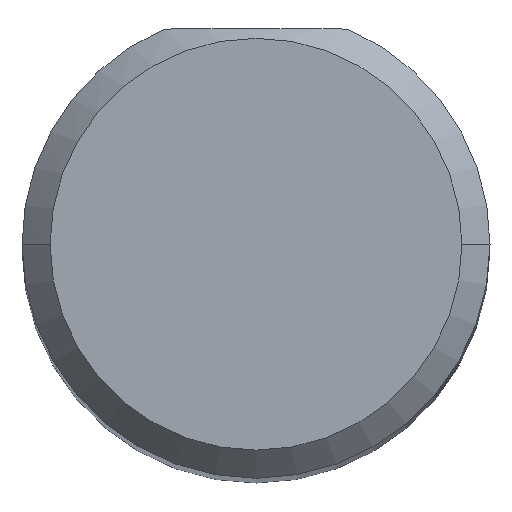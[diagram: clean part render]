
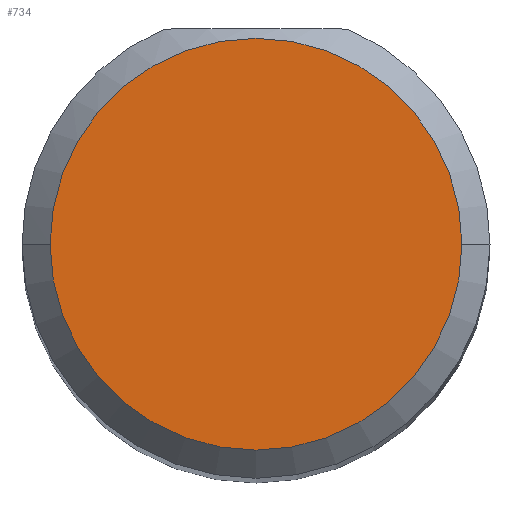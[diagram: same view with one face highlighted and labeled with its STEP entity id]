
A CAD part, top view. The second image highlights one B-rep face of the part: STEP entity #734.
In plain terms, the highlighted planar face has unit normal (0, 0, 1).
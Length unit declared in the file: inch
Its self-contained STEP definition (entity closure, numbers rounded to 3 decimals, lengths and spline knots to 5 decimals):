
#22 = DIRECTION ( 'NONE',  ( 0., 0., 1. ) ) ;
#33 = DIRECTION ( 'NONE',  ( 1., 0., 0. ) ) ;
#93 = CARTESIAN_POINT ( 'NONE',  ( 0., 0., 2.5 ) ) ;
#104 = FACE_OUTER_BOUND ( 'NONE', #842, .T. ) ;
#256 = DIRECTION ( 'NONE',  ( 1., 0., 0. ) ) ;
#269 = CARTESIAN_POINT ( 'NONE',  ( 0.11, 0., 2.5 ) ) ;
#275 = DIRECTION ( 'NONE',  ( 1., 0., 0. ) ) ;
#303 = VERTEX_POINT ( 'NONE', #743 ) ;
#426 = ORIENTED_EDGE ( 'NONE', *, *, #458, .T. ) ;
#458 = EDGE_CURVE ( 'NONE', #303, #577, #695, .T. ) ;
#459 = DIRECTION ( 'NONE',  ( 0., 0., 1. ) ) ;
#508 = CIRCLE ( 'NONE', #655, 0.11 ) ;
#577 = VERTEX_POINT ( 'NONE', #269 ) ;
#655 = AXIS2_PLACEMENT_3D ( 'NONE', #717, #22, #275 ) ;
#695 = CIRCLE ( 'NONE', #771, 0.11 ) ;
#709 = AXIS2_PLACEMENT_3D ( 'NONE', #1078, #459, #33 ) ;
#717 = CARTESIAN_POINT ( 'NONE',  ( 0., 0., 2.5 ) ) ;
#734 = ADVANCED_FACE ( 'NONE', ( #104 ), #828, .T. ) ;
#743 = CARTESIAN_POINT ( 'NONE',  ( -0.11, 0., 2.5 ) ) ;
#754 = EDGE_CURVE ( 'NONE', #577, #303, #508, .T. ) ;
#771 = AXIS2_PLACEMENT_3D ( 'NONE', #93, #782, #256 ) ;
#782 = DIRECTION ( 'NONE',  ( 0., 0., 1. ) ) ;
#828 = PLANE ( 'NONE',  #709 ) ;
#842 = EDGE_LOOP ( 'NONE', ( #426, #881 ) ) ;
#881 = ORIENTED_EDGE ( 'NONE', *, *, #754, .T. ) ;
#1078 = CARTESIAN_POINT ( 'NONE',  ( 0., 0., 2.5 ) ) ;
